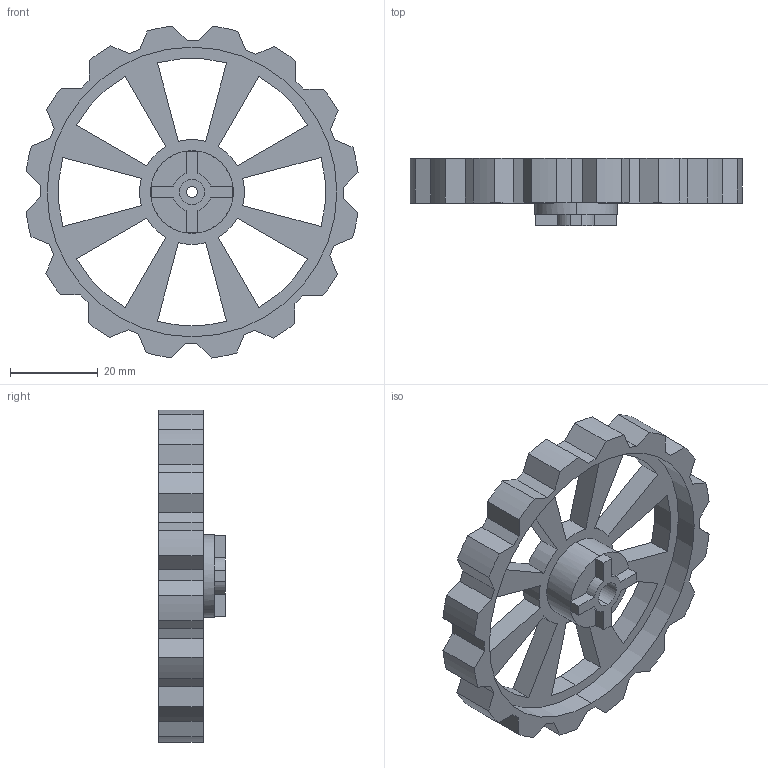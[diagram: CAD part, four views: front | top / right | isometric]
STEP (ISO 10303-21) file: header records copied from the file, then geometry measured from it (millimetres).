
FILE_DESCRIPTION (( 'STEP AP203' ), '1' );
FILE_NAME ('EncodedTire.STEP', '2012-03-25T05:55:31', ( '' ), ( '' ), 'SwSTEP 2.0', 'SolidWorks 2010', '' );
FILE_SCHEMA (( 'CONFIG_CONTROL_DESIGN' ));
Length unit declared in the file: inch
Products named in the file (1): EncodedTire
Bounding box: 75.7 x 15.24 x 75.7 mm (x, y, z)
Volume: 19365.2 mm3; surface area: 12349.6 mm2
Topology: 1 solids, 1 shells, 139 faces, 382 edges, 248 vertices
Faces by surface type: plane 89, cylinder 48, cone 2
Entity records: 4515 total; most frequent: CARTESIAN_POINT 770, DIRECTION 766, ORIENTED_EDGE 764, EDGE_CURVE 382, VECTOR 278, LINE 278, VERTEX_POINT 248, AXIS2_PLACEMENT_3D 244
